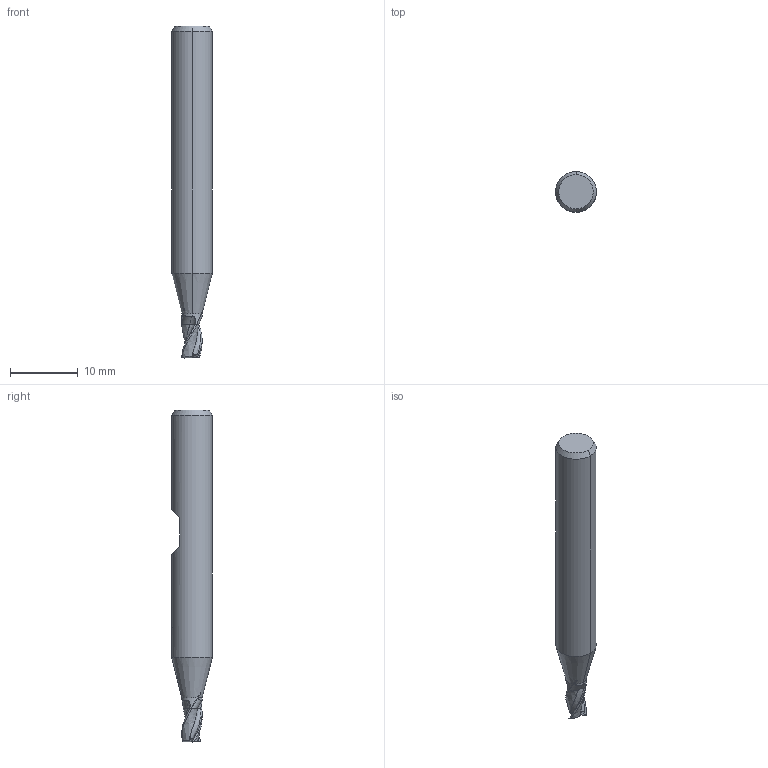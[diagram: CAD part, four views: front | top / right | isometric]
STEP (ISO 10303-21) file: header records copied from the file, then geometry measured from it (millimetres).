
FILE_DESCRIPTION(('no description'),'unknown implementation level');
FILE_NAME('solidgGYJ1hfAdcYYR_F611xbn379t5c_1.STP',' ',('CIM GmbH Aachen'),('CADClick - KiM GmbH - www.kimweb.de'),'unknown preprocess','ACIS','unknown authorization');
FILE_SCHEMA(('automotive_design'));
Length unit declared in the file: millimetre
Products named in the file (2): 1; 2
Bounding box: 6 x 6 x 49 mm (x, y, z)
Volume: 1134 mm3; surface area: 869.1 mm2
Topology: 2 solids, 2 shells, 78 faces, 222 edges, 148 vertices
Faces by surface type: plane 29, bspline 15, cylinder 13, revolution 12, cone 9
Entity records: 7921 total; most frequent: CARTESIAN_POINT 3565, STYLED_ITEM 450, PRESENTATION_STYLE_ASSIGNMENT 450, COLOUR_RGB 450, ORIENTED_EDGE 444, DIRECTION 291, EDGE_CURVE 222, CURVE_STYLE 222
